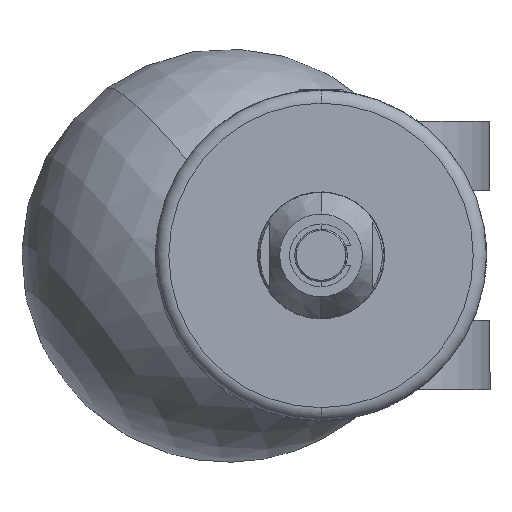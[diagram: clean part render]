
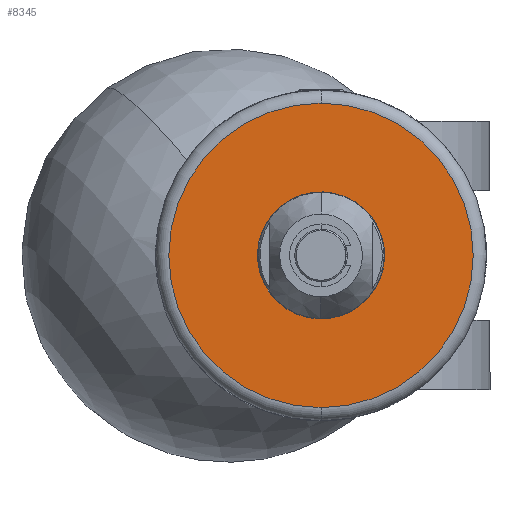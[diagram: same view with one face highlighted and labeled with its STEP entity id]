
A CAD part, left-side view. The second image highlights one B-rep face of the part: STEP entity #8345.
In plain terms, the highlighted planar face has unit normal (-1, 0, 0).
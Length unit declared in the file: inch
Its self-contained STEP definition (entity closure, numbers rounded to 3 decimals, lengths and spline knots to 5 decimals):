
#112 = DIRECTION ( 'NONE',  ( 0., 0., -1. ) ) ;
#543 = DIRECTION ( 'NONE',  ( 0., 0., -1. ) ) ;
#633 = CARTESIAN_POINT ( 'NONE',  ( -0.0245, 0., -0.46 ) ) ;
#923 = AXIS2_PLACEMENT_3D ( 'NONE', #7880, #8009, #11939 ) ;
#1691 = FACE_OUTER_BOUND ( 'NONE', #2165, .T. ) ;
#2165 = EDGE_LOOP ( 'NONE', ( #3288, #9457 ) ) ;
#2589 = FACE_BOUND ( 'NONE', #5832, .T. ) ;
#2634 = AXIS2_PLACEMENT_3D ( 'NONE', #9412, #7584, #543 ) ;
#3160 = CIRCLE ( 'NONE', #923, 0.114 ) ;
#3288 = ORIENTED_EDGE ( 'NONE', *, *, #9975, .T. ) ;
#3636 = PLANE ( 'NONE',  #2634 ) ;
#3707 = CARTESIAN_POINT ( 'NONE',  ( -0.0245, 0., 0. ) ) ;
#3881 = CARTESIAN_POINT ( 'NONE',  ( -0.0245, 0., 0. ) ) ;
#3920 = CARTESIAN_POINT ( 'NONE',  ( -0.0245, 0., 0.46 ) ) ;
#3949 = DIRECTION ( 'NONE',  ( 0., 0., 1. ) ) ;
#4769 = CIRCLE ( 'NONE', #5779, 0.114 ) ;
#4913 = VERTEX_POINT ( 'NONE', #10343 ) ;
#4919 = VERTEX_POINT ( 'NONE', #633 ) ;
#5779 = AXIS2_PLACEMENT_3D ( 'NONE', #3881, #12615, #3949 ) ;
#5832 = EDGE_LOOP ( 'NONE', ( #10234, #6712 ) ) ;
#6712 = ORIENTED_EDGE ( 'NONE', *, *, #7208, .F. ) ;
#7208 = EDGE_CURVE ( 'NONE', #10761, #4913, #4769, .T. ) ;
#7584 = DIRECTION ( 'NONE',  ( 1., 0., 0. ) ) ;
#7661 = DIRECTION ( 'NONE',  ( 0., 0., -1. ) ) ;
#7880 = CARTESIAN_POINT ( 'NONE',  ( -0.0245, 0., 0. ) ) ;
#8009 = DIRECTION ( 'NONE',  ( -1., 0., 0. ) ) ;
#8345 = ADVANCED_FACE ( 'NONE', ( #2589, #1691 ), #3636, .F. ) ;
#8708 = AXIS2_PLACEMENT_3D ( 'NONE', #3707, #9881, #7661 ) ;
#8966 = CARTESIAN_POINT ( 'NONE',  ( -0.0245, 0., 0. ) ) ;
#9149 = EDGE_CURVE ( 'NONE', #9598, #4919, #11193, .T. ) ;
#9412 = CARTESIAN_POINT ( 'NONE',  ( -0.0245, 0.5, 0. ) ) ;
#9457 = ORIENTED_EDGE ( 'NONE', *, *, #9149, .T. ) ;
#9598 = VERTEX_POINT ( 'NONE', #3920 ) ;
#9727 = CARTESIAN_POINT ( 'NONE',  ( -0.0245, 0., -0.114 ) ) ;
#9881 = DIRECTION ( 'NONE',  ( -1., 0., 0. ) ) ;
#9975 = EDGE_CURVE ( 'NONE', #4919, #9598, #12194, .T. ) ;
#10157 = AXIS2_PLACEMENT_3D ( 'NONE', #8966, #10649, #112 ) ;
#10234 = ORIENTED_EDGE ( 'NONE', *, *, #12104, .F. ) ;
#10343 = CARTESIAN_POINT ( 'NONE',  ( -0.0245, 0., 0.114 ) ) ;
#10649 = DIRECTION ( 'NONE',  ( -1., 0., 0. ) ) ;
#10761 = VERTEX_POINT ( 'NONE', #9727 ) ;
#11193 = CIRCLE ( 'NONE', #10157, 0.46 ) ;
#11939 = DIRECTION ( 'NONE',  ( 0., 0., 1. ) ) ;
#12104 = EDGE_CURVE ( 'NONE', #4913, #10761, #3160, .T. ) ;
#12194 = CIRCLE ( 'NONE', #8708, 0.46 ) ;
#12615 = DIRECTION ( 'NONE',  ( -1., 0., 0. ) ) ;
